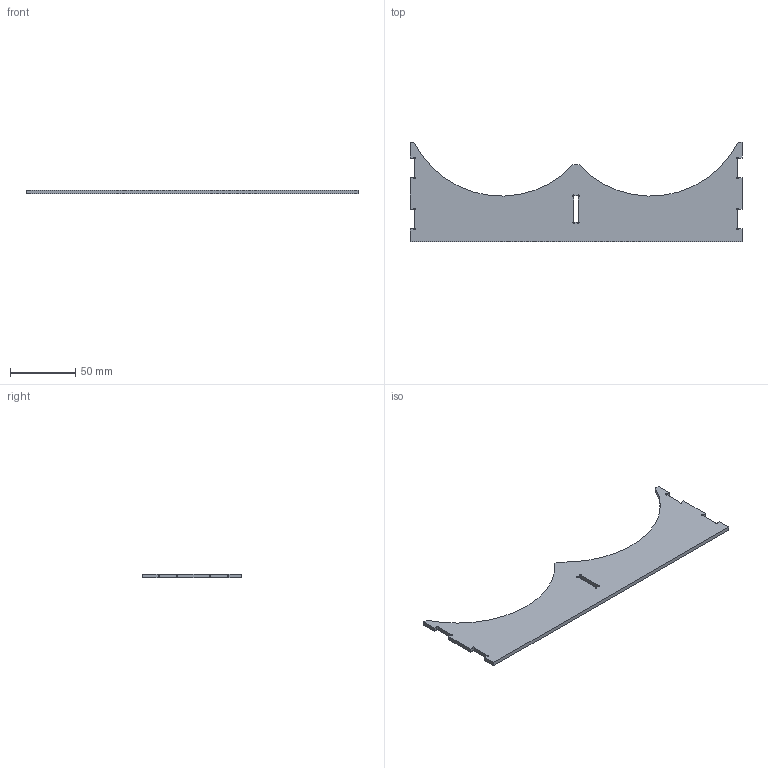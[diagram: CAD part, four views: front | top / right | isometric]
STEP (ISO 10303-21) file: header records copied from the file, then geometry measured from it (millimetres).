
FILE_DESCRIPTION (( 'STEP AP203' ), '1' );
FILE_NAME ('SHRPRO-V1 1140.01-A Sieve side 1.step', '2019-12-23T20:14:18', ( '' ), ( '' ), 'SwSTEP 2.0', 'SolidWorks 2018', '' );
FILE_SCHEMA (( 'CONFIG_CONTROL_DESIGN' ));
Length unit declared in the file: millimetre
Products named in the file (1): SHRPRO-V1 1140.01-A Sieve side 1
Bounding box: 254 x 76.3 x 3 mm (x, y, z)
Volume: 34078.4 mm3; surface area: 25125.7 mm2
Topology: 1 solids, 1 shells, 48 faces, 138 edges, 92 vertices
Faces by surface type: plane 28, cylinder 20
Entity records: 1647 total; most frequent: CARTESIAN_POINT 295, ORIENTED_EDGE 276, DIRECTION 260, EDGE_CURVE 138, VERTEX_POINT 92, AXIS2_PLACEMENT_3D 89, LINE 82, VECTOR 82
